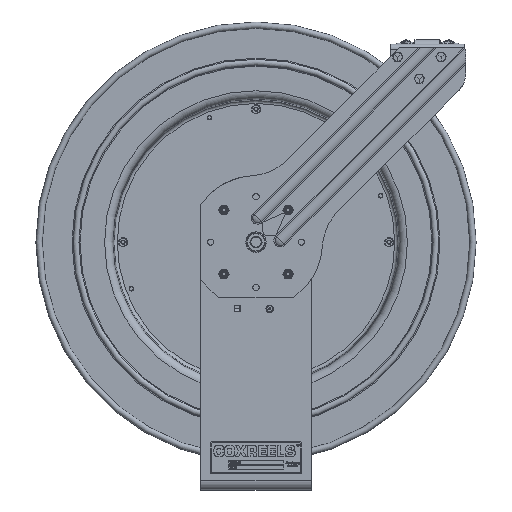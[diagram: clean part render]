
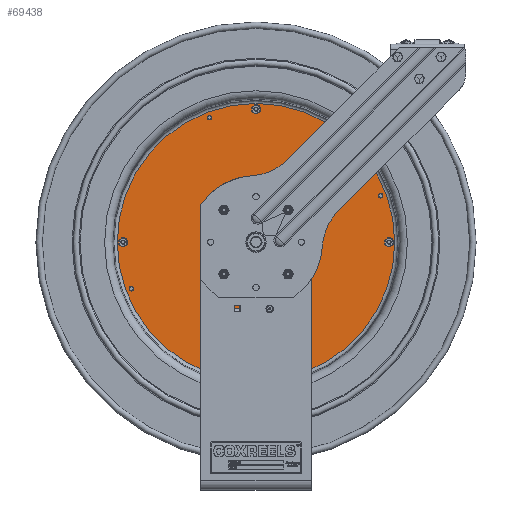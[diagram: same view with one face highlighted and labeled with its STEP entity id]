
A CAD part, top view. The second image highlights one B-rep face of the part: STEP entity #69438.
In plain terms, the highlighted planar face has unit normal (0, 0, 1).
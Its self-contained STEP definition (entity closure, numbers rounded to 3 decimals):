
#3562=FACE_BOUND('',#9355,.T.);
#3563=FACE_BOUND('',#9356,.T.);
#3564=FACE_BOUND('',#9357,.T.);
#3565=FACE_BOUND('',#9358,.T.);
#3566=FACE_BOUND('',#9359,.T.);
#3567=FACE_BOUND('',#9360,.T.);
#3568=FACE_BOUND('',#9361,.T.);
#3569=FACE_BOUND('',#9362,.T.);
#4333=PLANE('',#73485);
#6385=FACE_OUTER_BOUND('',#9354,.T.);
#9354=EDGE_LOOP('',(#54952,#54953));
#9355=EDGE_LOOP('',(#54954));
#9356=EDGE_LOOP('',(#54955,#54956,#54957,#54958));
#9357=EDGE_LOOP('',(#54959,#54960,#54961,#54962));
#9358=EDGE_LOOP('',(#54963,#54964,#54965,#54966));
#9359=EDGE_LOOP('',(#54967));
#9360=EDGE_LOOP('',(#54968));
#9361=EDGE_LOOP('',(#54969));
#9362=EDGE_LOOP('',(#54970));
#13595=LINE('',#108614,#20270);
#13596=LINE('',#108616,#20271);
#13597=LINE('',#108618,#20272);
#13598=LINE('',#108619,#20273);
#13599=LINE('',#108622,#20274);
#13600=LINE('',#108624,#20275);
#13601=LINE('',#108626,#20276);
#13602=LINE('',#108627,#20277);
#13603=LINE('',#108630,#20278);
#13604=LINE('',#108632,#20279);
#13605=LINE('',#108634,#20280);
#13606=LINE('',#108635,#20281);
#20270=VECTOR('',#82901,0.394);
#20271=VECTOR('',#82902,0.394);
#20272=VECTOR('',#82903,0.394);
#20273=VECTOR('',#82904,0.394);
#20274=VECTOR('',#82905,0.394);
#20275=VECTOR('',#82906,0.394);
#20276=VECTOR('',#82907,0.394);
#20277=VECTOR('',#82908,0.394);
#20278=VECTOR('',#82909,0.394);
#20279=VECTOR('',#82910,0.394);
#20280=VECTOR('',#82911,0.394);
#20281=VECTOR('',#82912,0.394);
#25699=CIRCLE('',#73486,7.564);
#25700=CIRCLE('',#73487,7.564);
#25701=CIRCLE('',#73488,0.94);
#25702=CIRCLE('',#73489,0.155);
#25703=CIRCLE('',#73490,0.155);
#25704=CIRCLE('',#73491,0.155);
#25705=CIRCLE('',#73492,0.155);
#30605=VERTEX_POINT('',#108606);
#30606=VERTEX_POINT('',#108607);
#30607=VERTEX_POINT('',#108610);
#30608=VERTEX_POINT('',#108612);
#30609=VERTEX_POINT('',#108613);
#30610=VERTEX_POINT('',#108615);
#30611=VERTEX_POINT('',#108617);
#30612=VERTEX_POINT('',#108620);
#30613=VERTEX_POINT('',#108621);
#30614=VERTEX_POINT('',#108623);
#30615=VERTEX_POINT('',#108625);
#30616=VERTEX_POINT('',#108628);
#30617=VERTEX_POINT('',#108629);
#30618=VERTEX_POINT('',#108631);
#30619=VERTEX_POINT('',#108633);
#30620=VERTEX_POINT('',#108636);
#30621=VERTEX_POINT('',#108638);
#30622=VERTEX_POINT('',#108640);
#30623=VERTEX_POINT('',#108642);
#40602=EDGE_CURVE('',#30605,#30606,#25699,.T.);
#40603=EDGE_CURVE('',#30606,#30605,#25700,.T.);
#40604=EDGE_CURVE('',#30607,#30607,#25701,.T.);
#40605=EDGE_CURVE('',#30608,#30609,#13595,.T.);
#40606=EDGE_CURVE('',#30609,#30610,#13596,.T.);
#40607=EDGE_CURVE('',#30610,#30611,#13597,.T.);
#40608=EDGE_CURVE('',#30611,#30608,#13598,.T.);
#40609=EDGE_CURVE('',#30612,#30613,#13599,.T.);
#40610=EDGE_CURVE('',#30613,#30614,#13600,.T.);
#40611=EDGE_CURVE('',#30614,#30615,#13601,.T.);
#40612=EDGE_CURVE('',#30615,#30612,#13602,.T.);
#40613=EDGE_CURVE('',#30616,#30617,#13603,.T.);
#40614=EDGE_CURVE('',#30617,#30618,#13604,.T.);
#40615=EDGE_CURVE('',#30618,#30619,#13605,.T.);
#40616=EDGE_CURVE('',#30619,#30616,#13606,.T.);
#40617=EDGE_CURVE('',#30620,#30620,#25702,.T.);
#40618=EDGE_CURVE('',#30621,#30621,#25703,.T.);
#40619=EDGE_CURVE('',#30622,#30622,#25704,.T.);
#40620=EDGE_CURVE('',#30623,#30623,#25705,.T.);
#54952=ORIENTED_EDGE('',*,*,#40602,.F.);
#54953=ORIENTED_EDGE('',*,*,#40603,.F.);
#54954=ORIENTED_EDGE('',*,*,#40604,.T.);
#54955=ORIENTED_EDGE('',*,*,#40605,.T.);
#54956=ORIENTED_EDGE('',*,*,#40606,.T.);
#54957=ORIENTED_EDGE('',*,*,#40607,.T.);
#54958=ORIENTED_EDGE('',*,*,#40608,.T.);
#54959=ORIENTED_EDGE('',*,*,#40609,.T.);
#54960=ORIENTED_EDGE('',*,*,#40610,.T.);
#54961=ORIENTED_EDGE('',*,*,#40611,.T.);
#54962=ORIENTED_EDGE('',*,*,#40612,.T.);
#54963=ORIENTED_EDGE('',*,*,#40613,.T.);
#54964=ORIENTED_EDGE('',*,*,#40614,.T.);
#54965=ORIENTED_EDGE('',*,*,#40615,.T.);
#54966=ORIENTED_EDGE('',*,*,#40616,.T.);
#54967=ORIENTED_EDGE('',*,*,#40617,.T.);
#54968=ORIENTED_EDGE('',*,*,#40618,.T.);
#54969=ORIENTED_EDGE('',*,*,#40619,.T.);
#54970=ORIENTED_EDGE('',*,*,#40620,.T.);
#69438=ADVANCED_FACE('',(#6385,#3562,#3563,#3564,#3565,#3566,#3567,#3568,
#3569),#4333,.T.);
#73485=AXIS2_PLACEMENT_3D('',#108605,#82893,#82894);
#73486=AXIS2_PLACEMENT_3D('',#108608,#82895,#82896);
#73487=AXIS2_PLACEMENT_3D('',#108609,#82897,#82898);
#73488=AXIS2_PLACEMENT_3D('',#108611,#82899,#82900);
#73489=AXIS2_PLACEMENT_3D('',#108637,#82913,#82914);
#73490=AXIS2_PLACEMENT_3D('',#108639,#82915,#82916);
#73491=AXIS2_PLACEMENT_3D('',#108641,#82917,#82918);
#73492=AXIS2_PLACEMENT_3D('',#108643,#82919,#82920);
#82893=DIRECTION('center_axis',(0.,0.,
1.));
#82894=DIRECTION('ref_axis',(0.,1.,0.));
#82895=DIRECTION('center_axis',(0.,0.,
-1.));
#82896=DIRECTION('ref_axis',(-1.,0.,0.));
#82897=DIRECTION('center_axis',(0.,0.,
-1.));
#82898=DIRECTION('ref_axis',(-1.,0.,0.));
#82899=DIRECTION('center_axis',(0.,0.,
-1.));
#82900=DIRECTION('ref_axis',(1.,0.,0.));
#82901=DIRECTION('',(0.,1.,0.));
#82902=DIRECTION('',(1.,0.,0.));
#82903=DIRECTION('',(0.,-1.,0.));
#82904=DIRECTION('',(-1.,0.,0.));
#82905=DIRECTION('',(-1.,0.,0.));
#82906=DIRECTION('',(0.,1.,0.));
#82907=DIRECTION('',(1.,0.,0.));
#82908=DIRECTION('',(0.,-1.,0.));
#82909=DIRECTION('',(0.,1.,0.));
#82910=DIRECTION('',(1.,0.,0.));
#82911=DIRECTION('',(0.,-1.,0.));
#82912=DIRECTION('',(-1.,0.,0.));
#82913=DIRECTION('center_axis',(0.,0.,
-1.));
#82914=DIRECTION('ref_axis',(1.,0.,0.));
#82915=DIRECTION('center_axis',(0.,0.,
-1.));
#82916=DIRECTION('ref_axis',(0.,-1.,0.));
#82917=DIRECTION('center_axis',(0.,0.,
-1.));
#82918=DIRECTION('ref_axis',(0.,1.,0.));
#82919=DIRECTION('center_axis',(0.,0.,
-1.));
#82920=DIRECTION('ref_axis',(-1.,0.,0.));
#108605=CARTESIAN_POINT('Origin',(-3.782,-0.01,
-2.963));
#108606=CARTESIAN_POINT('',(-7.564,-0.01,-2.963));
#108607=CARTESIAN_POINT('',(0.,7.554,-2.963));
#108608=CARTESIAN_POINT('Origin',(0.,-0.01,
-2.963));
#108609=CARTESIAN_POINT('Origin',(0.,-0.01,
-2.963));
#108610=CARTESIAN_POINT('',(-0.94,-0.01,-2.963));
#108611=CARTESIAN_POINT('Origin',(0.,-0.01,
-2.963));
#108612=CARTESIAN_POINT('',(-1.65,-1.019,-2.963));
#108613=CARTESIAN_POINT('',(-1.65,-0.751,-2.963));
#108614=CARTESIAN_POINT('',(-1.65,-0.515,-2.963));
#108615=CARTESIAN_POINT('',(-1.382,-0.751,-2.963));
#108616=CARTESIAN_POINT('',(-2.716,-0.751,-2.963));
#108617=CARTESIAN_POINT('',(-1.382,-1.019,-2.963));
#108618=CARTESIAN_POINT('',(-1.382,-0.381,-2.963));
#108619=CARTESIAN_POINT('',(-2.582,-1.019,-2.963));
#108620=CARTESIAN_POINT('',(0.134,1.606,-2.963));
#108621=CARTESIAN_POINT('',(-0.134,1.606,-2.963));
#108622=CARTESIAN_POINT('',(-1.824,1.606,-2.963));
#108623=CARTESIAN_POINT('',(-0.134,1.874,-2.963));
#108624=CARTESIAN_POINT('',(-0.134,0.798,-2.963));
#108625=CARTESIAN_POINT('',(0.134,1.874,-2.963));
#108626=CARTESIAN_POINT('',(-1.958,1.874,-2.963));
#108627=CARTESIAN_POINT('',(0.134,0.932,-2.963));
#108628=CARTESIAN_POINT('',(1.382,-1.019,-2.963));
#108629=CARTESIAN_POINT('',(1.382,-0.751,-2.963));
#108630=CARTESIAN_POINT('',(1.382,-0.514,-2.963));
#108631=CARTESIAN_POINT('',(1.65,-0.751,-2.963));
#108632=CARTESIAN_POINT('',(-1.2,-0.751,-2.963));
#108633=CARTESIAN_POINT('',(1.65,-1.019,-2.963));
#108634=CARTESIAN_POINT('',(1.65,-0.38,-2.963));
#108635=CARTESIAN_POINT('',(-1.066,-1.019,-2.963));
#108636=CARTESIAN_POINT('',(-0.155,7.24,-2.963));
#108637=CARTESIAN_POINT('Origin',(0.,7.24,-2.963));
#108638=CARTESIAN_POINT('',(7.25,0.145,-2.963));
#108639=CARTESIAN_POINT('Origin',(7.25,-0.01,-2.963));
#108640=CARTESIAN_POINT('',(-7.25,-0.165,-2.963));
#108641=CARTESIAN_POINT('Origin',(-7.25,-0.01,-2.963));
#108642=CARTESIAN_POINT('',(0.155,-7.26,-2.963));
#108643=CARTESIAN_POINT('Origin',(0.,-7.26,-2.963));
